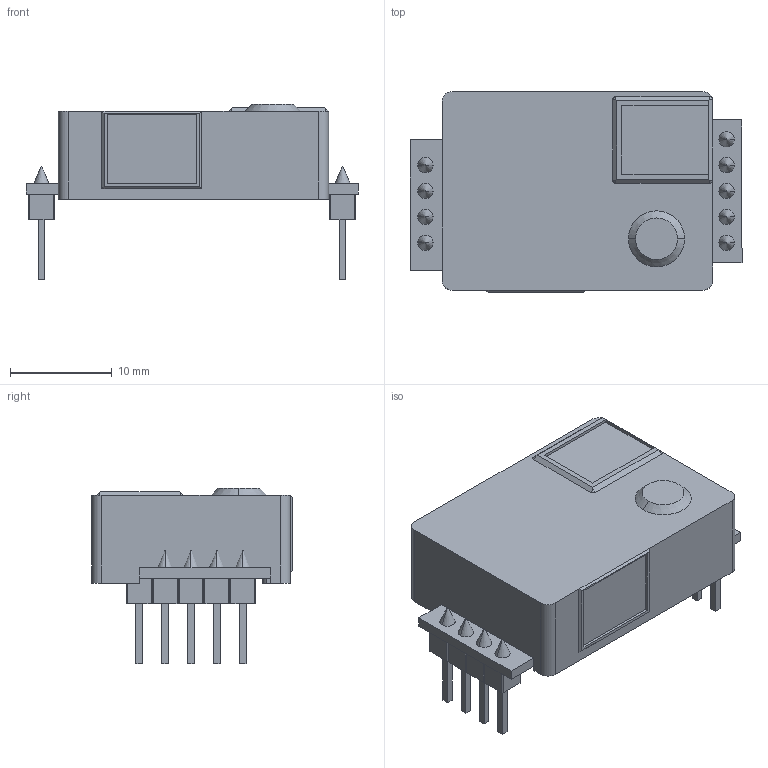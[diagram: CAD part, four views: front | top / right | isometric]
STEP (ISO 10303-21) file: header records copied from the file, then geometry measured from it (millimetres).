
FILE_DESCRIPTION (( 'STEP AP203' ), '1' );
FILE_NAME ('MH-Z19B脣渀唳3d芞祧.STEP', '2019-09-20T06:18:01', ( 'Windows' ), ( 'Microsoft' ), 'SwSTEP 2.0', 'SolidWorks 2015', '' );
FILE_SCHEMA (( 'CONFIG_CONTROL_DESIGN' ));
Length unit declared in the file: millimetre
Products named in the file (1): MH-Z19B脣渀唳3d芞祧
Bounding box: 32.56 x 19.7 x 17.2 mm (x, y, z)
Volume: 1663.2 mm3; surface area: 4153.2 mm2
Topology: 22 solids, 22 shells, 243 faces, 587 edges, 387 vertices
Faces by surface type: plane 185, cylinder 34, cone 24
Entity records: 7082 total; most frequent: CARTESIAN_POINT 1214, DIRECTION 1185, ORIENTED_EDGE 1166, EDGE_CURVE 583, LINE 469, VECTOR 469, VERTEX_POINT 387, AXIS2_PLACEMENT_3D 358
